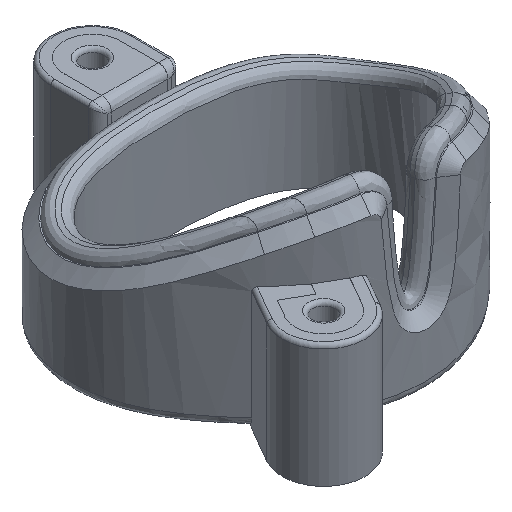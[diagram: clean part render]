
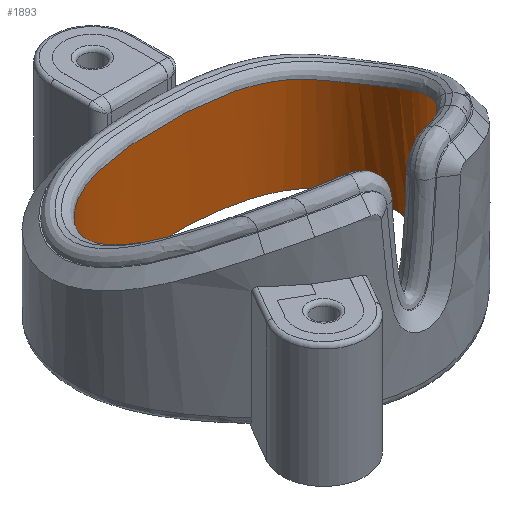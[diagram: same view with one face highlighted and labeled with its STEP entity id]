
A CAD part, isometric view. The second image highlights one B-rep face of the part: STEP entity #1893.
In plain terms, the highlighted free-form (B-spline) face has degree [3, 1] with [19, 2] control points.
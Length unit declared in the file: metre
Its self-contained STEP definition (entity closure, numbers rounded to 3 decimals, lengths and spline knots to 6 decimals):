
#153=B_SPLINE_CURVE_WITH_KNOTS('',3,(#2663,#2664,#2665,#2666,#2667,#2668,
#2669,#2670,#2671,#2672,#2673,#2674,#2675,#2676,#2677,#2678,#2679,#2680,
#2681,#2682,#2683,#2684,#2685,#2686),.UNSPECIFIED.,.F.,.F.,(4,1,1,1,1,1,
1,1,1,1,1,1,1,1,1,1,1,1,1,1,1,4),(0.,0.003838,
0.007676,0.011515,0.015353,0.017272,
0.019191,0.02111,0.023029,0.026868,
0.030706,0.034544,0.038382,0.040301,
0.04222,0.04414,0.046059,0.047978,
0.049897,0.053735,0.057573,0.061412),
 .UNSPECIFIED.);
#154=B_SPLINE_CURVE_WITH_KNOTS('',3,(#2690,#2691,#2692,#2693,#2694,#2695,
#2696,#2697,#2698,#2699,#2700,#2701,#2702),.UNSPECIFIED.,.T.,.F.,(1,3,1,
1,1,1,1,1,1,1,1,3,1),(-0.121596,0.,0.121596,0.217986,
0.314376,0.413244,0.5,0.586756,0.685624,
0.782014,0.878404,1.,1.121596),.UNSPECIFIED.);
#299=ORIENTED_EDGE('',*,*,#901,.F.);
#300=ORIENTED_EDGE('',*,*,#902,.T.);
#301=ORIENTED_EDGE('',*,*,#903,.T.);
#302=ORIENTED_EDGE('',*,*,#904,.F.);
#901=EDGE_CURVE('',#1202,#1203,#1388,.T.);
#902=EDGE_CURVE('',#1202,#1204,#153,.T.);
#903=EDGE_CURVE('',#1204,#1205,#1389,.T.);
#904=EDGE_CURVE('',#1203,#1205,#154,.T.);
#1202=VERTEX_POINT('',#2661);
#1203=VERTEX_POINT('',#2662);
#1204=VERTEX_POINT('',#2687);
#1205=VERTEX_POINT('',#2689);
#1388=LINE('',#2660,#1494);
#1389=LINE('',#2688,#1495);
#1494=VECTOR('',#2167,1.);
#1495=VECTOR('',#2168,1.);
#1599=EDGE_LOOP('',(#299,#300,#301,#302));
#1728=FACE_BOUND('',#1599,.T.);
#1857=B_SPLINE_SURFACE_WITH_KNOTS('',3,1,((#2622,#2623),(#2624,#2625),(#2626,
#2627),(#2628,#2629),(#2630,#2631),(#2632,#2633),(#2634,#2635),(#2636,#2637),
(#2638,#2639),(#2640,#2641),(#2642,#2643),(#2644,#2645),(#2646,#2647),(#2648,
#2649),(#2650,#2651),(#2652,#2653),(#2654,#2655),(#2656,#2657),(#2658,#2659)),
 .SURF_OF_LINEAR_EXTRUSION.,.F.,.F.,.F.,(4,1,1,1,1,1,1,1,1,1,1,1,1,1,1,
1,4),(2,2),(0.672996,0.713871,0.754747,0.795622,
0.836498,0.877373,0.918249,0.959124,
1.,1.040876,1.081751,1.122627,1.163502,
1.204378,1.245253,1.286129,1.327004),(0.,
1.),.UNSPECIFIED.);
#1893=ADVANCED_FACE('',(#1728),#1857,.T.);
#2167=DIRECTION('',(0.,0.,-1.));
#2168=DIRECTION('',(0.,0.,-1.));
#2622=CARTESIAN_POINT('',(0.01132,-0.003911,0.015769));
#2623=CARTESIAN_POINT('',(0.01132,-0.003911,0.));
#2624=CARTESIAN_POINT('',(0.012056,-0.003021,0.015769));
#2625=CARTESIAN_POINT('',(0.012056,-0.003021,0.));
#2626=CARTESIAN_POINT('',(0.013421,-0.001158,0.015769));
#2627=CARTESIAN_POINT('',(0.013421,-0.001158,0.));
#2628=CARTESIAN_POINT('',(0.014839,0.001839,0.015769));
#2629=CARTESIAN_POINT('',(0.014839,0.001839,0.));
#2630=CARTESIAN_POINT('',(0.015239,0.005098,0.015769));
#2631=CARTESIAN_POINT('',(0.015239,0.005098,0.));
#2632=CARTESIAN_POINT('',(0.014374,0.008442,0.015769));
#2633=CARTESIAN_POINT('',(0.014374,0.008442,0.));
#2634=CARTESIAN_POINT('',(0.012266,0.011234,0.015769));
#2635=CARTESIAN_POINT('',(0.012266,0.011234,0.));
#2636=CARTESIAN_POINT('',(0.008887,0.012895,0.015769));
#2637=CARTESIAN_POINT('',(0.008887,0.012895,0.));
#2638=CARTESIAN_POINT('',(0.004656,0.013676,0.015769));
#2639=CARTESIAN_POINT('',(0.004656,0.013676,0.));
#2640=CARTESIAN_POINT('',(0.,0.013847,0.015769));
#2641=CARTESIAN_POINT('',(0.,0.013847,0.));
#2642=CARTESIAN_POINT('',(-0.004656,0.013676,0.015769));
#2643=CARTESIAN_POINT('',(-0.004656,0.013676,0.));
#2644=CARTESIAN_POINT('',(-0.008887,0.012895,0.015769));
#2645=CARTESIAN_POINT('',(-0.008887,0.012895,0.));
#2646=CARTESIAN_POINT('',(-0.012266,0.011234,0.015769));
#2647=CARTESIAN_POINT('',(-0.012266,0.011234,0.));
#2648=CARTESIAN_POINT('',(-0.014374,0.008442,0.015769));
#2649=CARTESIAN_POINT('',(-0.014374,0.008442,0.));
#2650=CARTESIAN_POINT('',(-0.015239,0.005098,0.015769));
#2651=CARTESIAN_POINT('',(-0.015239,0.005098,0.));
#2652=CARTESIAN_POINT('',(-0.014839,0.001839,0.015769));
#2653=CARTESIAN_POINT('',(-0.014839,0.001839,0.));
#2654=CARTESIAN_POINT('',(-0.013421,-0.001158,0.015769));
#2655=CARTESIAN_POINT('',(-0.013421,-0.001158,0.));
#2656=CARTESIAN_POINT('',(-0.012056,-0.003021,0.015769));
#2657=CARTESIAN_POINT('',(-0.012056,-0.003021,0.));
#2658=CARTESIAN_POINT('',(-0.01132,-0.003911,0.015769));
#2659=CARTESIAN_POINT('',(-0.01132,-0.003911,0.));
#2660=CARTESIAN_POINT('',(0.01132,-0.003911,0.022));
#2661=CARTESIAN_POINT('',(0.01132,-0.003911,0.015675));
#2662=CARTESIAN_POINT('',(0.01132,-0.003911,0.));
#2663=CARTESIAN_POINT('',(0.01132,-0.003911,0.015675));
#2664=CARTESIAN_POINT('',(0.012054,-0.003024,0.015113));
#2665=CARTESIAN_POINT('',(0.013408,-0.001179,0.013955));
#2666=CARTESIAN_POINT('',(0.014885,0.001914,0.012196));
#2667=CARTESIAN_POINT('',(0.015249,0.005451,0.010593));
#2668=CARTESIAN_POINT('',(0.01428,0.008511,0.009882));
#2669=CARTESIAN_POINT('',(0.012707,0.010567,0.009961));
#2670=CARTESIAN_POINT('',(0.011177,0.011747,0.010133));
#2671=CARTESIAN_POINT('',(0.009446,0.012553,0.010268));
#2672=CARTESIAN_POINT('',(0.006986,0.013285,0.01039));
#2673=CARTESIAN_POINT('',(0.003806,0.013715,0.01046));
#2674=CARTESIAN_POINT('',(0.000019,0.013826,0.010477));
#2675=CARTESIAN_POINT('',(-0.003766,0.013718,0.01046));
#2676=CARTESIAN_POINT('',(-0.006952,0.01329,0.010391));
#2677=CARTESIAN_POINT('',(-0.009393,0.012573,0.010271));
#2678=CARTESIAN_POINT('',(-0.011149,0.011764,0.010136));
#2679=CARTESIAN_POINT('',(-0.01268,0.010593,0.009965));
#2680=CARTESIAN_POINT('',(-0.013862,0.009069,0.009901));
#2681=CARTESIAN_POINT('',(-0.01466,0.007311,0.010154));
#2682=CARTESIAN_POINT('',(-0.015189,0.004876,0.010858));
#2683=CARTESIAN_POINT('',(-0.014888,0.001918,0.012192));
#2684=CARTESIAN_POINT('',(-0.013404,-0.001186,0.013959));
#2685=CARTESIAN_POINT('',(-0.012055,-0.003023,0.015112));
#2686=CARTESIAN_POINT('',(-0.01132,-0.003911,0.015675));
#2687=CARTESIAN_POINT('',(-0.01132,-0.003911,0.015675));
#2688=CARTESIAN_POINT('',(-0.01132,-0.003911,0.022));
#2689=CARTESIAN_POINT('',(-0.01132,-0.003911,0.));
#2690=CARTESIAN_POINT('',(0.,0.01379,0.));
#2691=CARTESIAN_POINT('',(-0.004617,0.01379,0.));
#2692=CARTESIAN_POINT('',(-0.012893,0.012885,0.));
#2693=CARTESIAN_POINT('',(-0.016183,0.003799,0.));
#2694=CARTESIAN_POINT('',(-0.012319,-0.003332,0.));
#2695=CARTESIAN_POINT('',(-0.006406,-0.009058,0.));
#2696=CARTESIAN_POINT('',(0.,-0.01085,0.));
#2697=CARTESIAN_POINT('',(0.006406,-0.009058,0.));
#2698=CARTESIAN_POINT('',(0.012319,-0.003332,0.));
#2699=CARTESIAN_POINT('',(0.016183,0.003799,0.));
#2700=CARTESIAN_POINT('',(0.012893,0.012885,0.));
#2701=CARTESIAN_POINT('',(0.004617,0.01379,0.));
#2702=CARTESIAN_POINT('',(0.,0.01379,0.));
